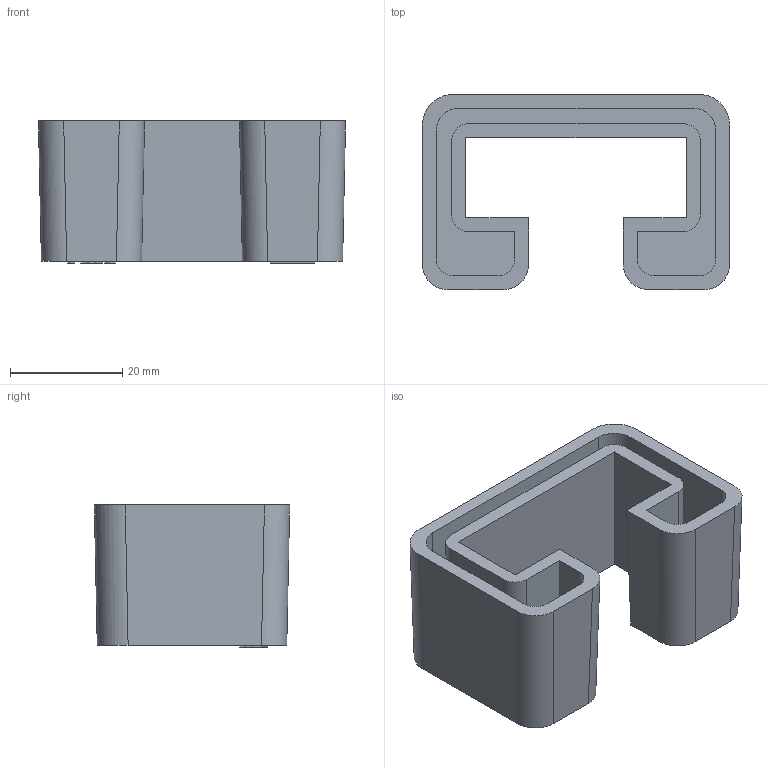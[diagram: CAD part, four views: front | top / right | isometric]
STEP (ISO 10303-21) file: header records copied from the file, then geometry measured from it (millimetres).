
FILE_DESCRIPTION((''),'2;1');
FILE_NAME('1124563','2012-08-15T',('AndreasKeweloh'),(''),'PRO/ENGINEER BY PARAMETRIC TECHNOLOGY CORPORATION, 2012130','PRO/ENGINEER BY PARAMETRIC TECHNOLOGY CORPORATION, 2012130','');
FILE_SCHEMA(('CONFIG_CONTROL_DESIGN'));
Length unit declared in the file: millimetre
Products named in the file (1): 1124563
Bounding box: 54.7 x 34.8 x 25.3 mm (x, y, z)
Volume: 14120.5 mm3; surface area: 14411.9 mm2
Topology: 1 solids, 1 shells, 386 faces, 1101 edges, 734 vertices
Faces by surface type: plane 354, cylinder 24, extrusion 8
Entity records: 12982 total; most frequent: CARTESIAN_POINT 2940, ORIENTED_EDGE 2202, DIRECTION 1833, EDGE_CURVE 1101, VECTOR 1045, LINE 1037, VERTEX_POINT 734, EDGE_LOOP 403
